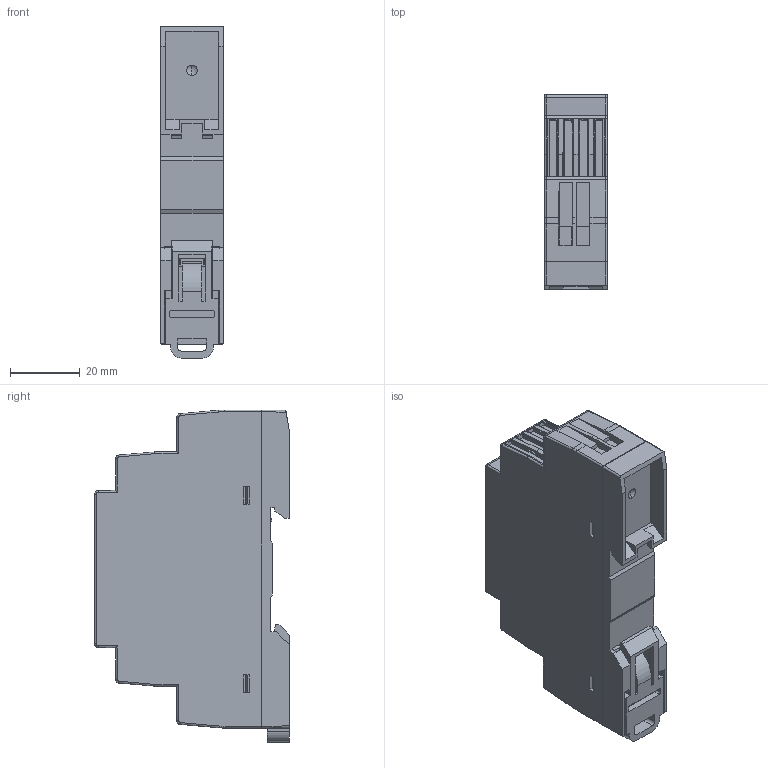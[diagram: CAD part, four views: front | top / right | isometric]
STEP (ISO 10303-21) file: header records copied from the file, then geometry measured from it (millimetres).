
FILE_DESCRIPTION((''),'2;1');
FILE_NAME('LTS_1M','2016-08-25T',('rd13'),(''),'PRO/ENGINEER BY PARAMETRIC TECHNOLOGY CORPORATION, 2008230','PRO/ENGINEER BY PARAMETRIC TECHNOLOGY CORPORATION, 2008230','');
FILE_SCHEMA(('AUTOMOTIVE_DESIGN_CC2 { 1 2 10303 214 -1 1 5 2 }'));
Length unit declared in the file: millimetre
Products named in the file (1): LTS_1M
Bounding box: 18 x 55.75 x 94.98 mm (x, y, z)
Volume: 71032.3 mm3; surface area: 20934.2 mm2
Topology: 2 solids, 2 shells, 471 faces, 1272 edges, 821 vertices
Faces by surface type: plane 384, cylinder 69, torus 16, sphere 2
Entity records: 14700 total; most frequent: CARTESIAN_POINT 2788, ORIENTED_EDGE 2542, DIRECTION 2278, EDGE_CURVE 1271, VECTOR 1100, LINE 1100, VERTEX_POINT 821, AXIS2_PLACEMENT_3D 589
